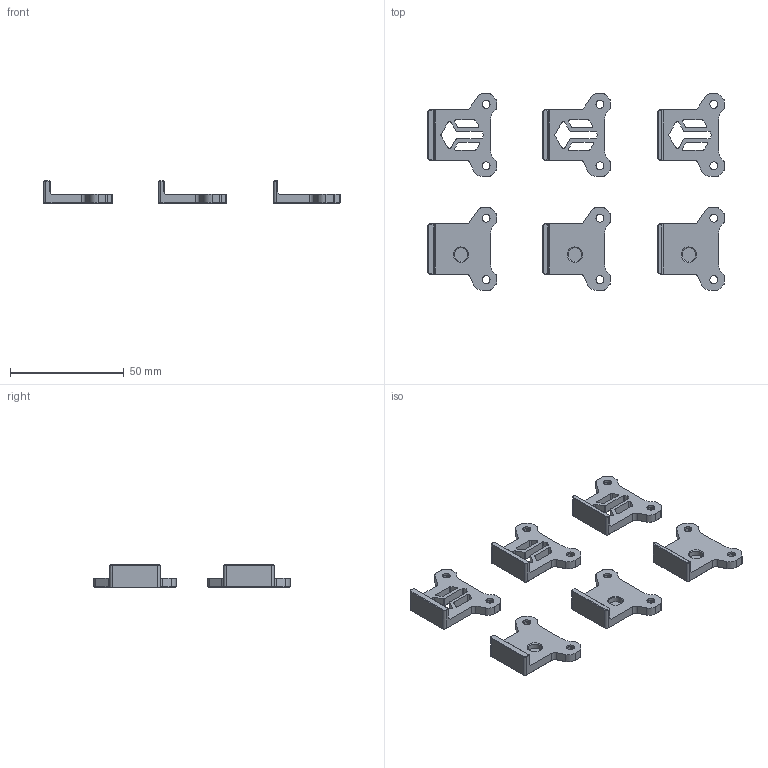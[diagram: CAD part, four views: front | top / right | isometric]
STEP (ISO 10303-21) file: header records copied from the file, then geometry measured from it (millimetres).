
FILE_DESCRIPTION(/* description */ (''),/* implementation_level */ '2;1');
FILE_NAME(/* name */ 'X_Endstop_Extension_all_versions.step',/* time_stamp */ '2025-12-04T00:27:21+01:00',/* author */ (''),/* organization */ (''),/* preprocessor_version */ 'ST-DEVELOPER v20.1',/* originating_system */ 'Autodesk Translation Framework v14.21.0.0',/* authorisation */ '');
FILE_SCHEMA (('AUTOMOTIVE_DESIGN { 1 0 10303 214 3 1 1 }'));
Length unit declared in the file: millimetre
Products named in the file (7): X_Endstop_Extension_all_versions; shorter_with_logo; shorter_without_logo; shorter_without_logo_minus_4; shorter_with_logo_minus_4; shorter_without_logo_minus_3.5; shorter_with_logo_minus_3.5
Assembly tree (6 placements, depth 2):
  X_Endstop_Extension_all_versions
    shorter_with_logo
    shorter_without_logo
    shorter_without_logo_minus_4
    shorter_with_logo_minus_4
    shorter_without_logo_minus_3.5
    shorter_with_logo_minus_3.5
Bounding box: 130.25 x 86.2 x 10 mm (x, y, z)
Volume: 16320.1 mm3; surface area: 14389.3 mm2
Topology: 6 solids, 6 shells, 870 faces, 2154 edges, 1299 vertices
Faces by surface type: plane 582, cylinder 147, cone 141
Full cylindrical faces by diameter (mm): 3.5 x12, 6 x3
Entity records: 25451 total; most frequent: DIRECTION 4397, CARTESIAN_POINT 4336, ORIENTED_EDGE 4308, EDGE_CURVE 2154, LINE 1677, VECTOR 1677, AXIS2_PLACEMENT_3D 1360, VERTEX_POINT 1299
